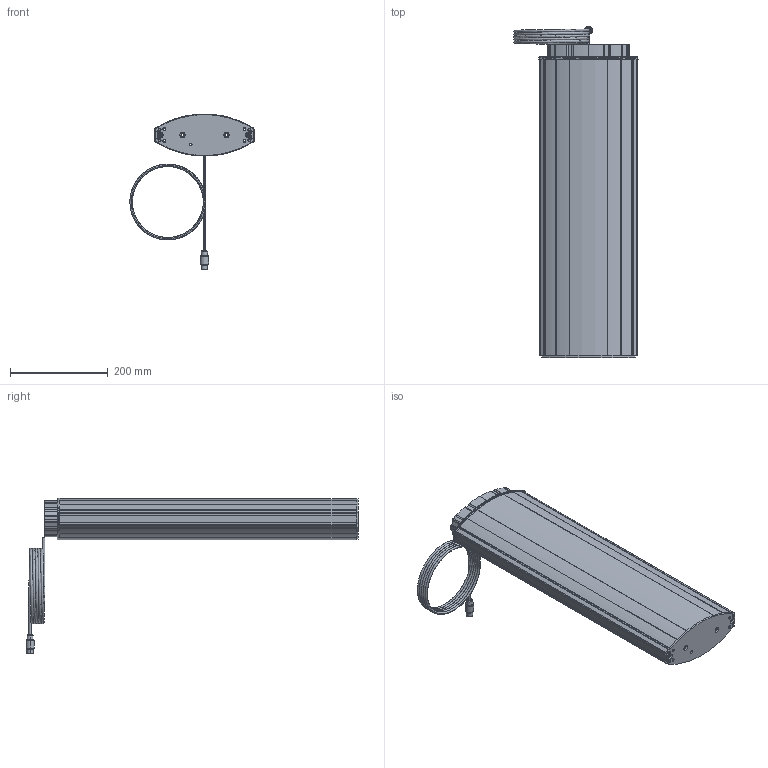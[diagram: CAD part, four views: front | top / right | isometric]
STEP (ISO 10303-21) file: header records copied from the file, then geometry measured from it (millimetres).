
FILE_DESCRIPTION (( 'STEP AP203' ), '1' );
FILE_NAME ('T180-2 eingefahren.STEP', '2010-02-02T11:01:18', ( 'PC' ), ( 'PC' ), 'SwSTEP 2.0', 'SolidWorks 2007', '' );
FILE_SCHEMA (( 'CONFIG_CONTROL_DESIGN' ));
Length unit declared in the file: millimetre
Products named in the file (9): T180A_T180-2-KuP; Brille A_Standard; T180-2 eingefahren; fußplatte_3mm gelasert; Endschalterbetätiger_Standard; T180M_T180-2-Kup; T180M_T180-2-KuP; Kabel_Standard
Assembly tree (9 placements, depth 3):
  T180-2 eingefahren
    T180M_T180-2-Kup
      T180M_T180-2-KuP
    T180A_T180-2-KuP
      Endschalterbetätiger_Standard  x2
      T180A_T180-2-KuP
    fußplatte_3mm gelasert
    Kabel_Standard
    Brille A_Standard
Bounding box: 254.03 x 679.5 x 318.94 mm (x, y, z)
Volume: 2076675.8 mm3; surface area: 1335299.8 mm2
Topology: 7 solids, 7 shells, 1088 faces, 3086 edges, 2022 vertices
Faces by surface type: cylinder 690, plane 296, torus 49, cone 39, bspline 14
Entity records: 38208 total; most frequent: CARTESIAN_POINT 8678, DIRECTION 6496, ORIENTED_EDGE 5948, EDGE_CURVE 2974, AXIS2_PLACEMENT_3D 2522, VERTEX_POINT 1951, CIRCLE 1475, LINE 1452
